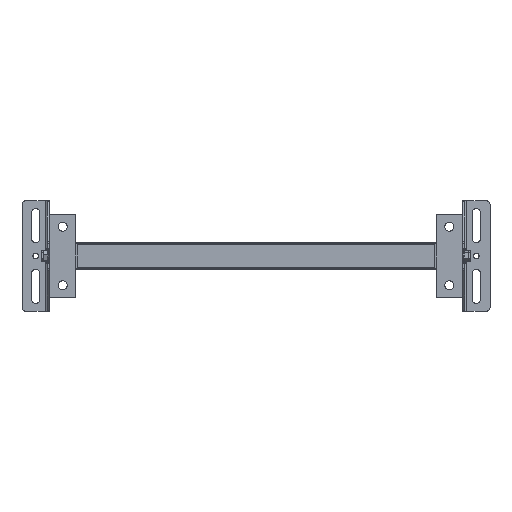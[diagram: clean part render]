
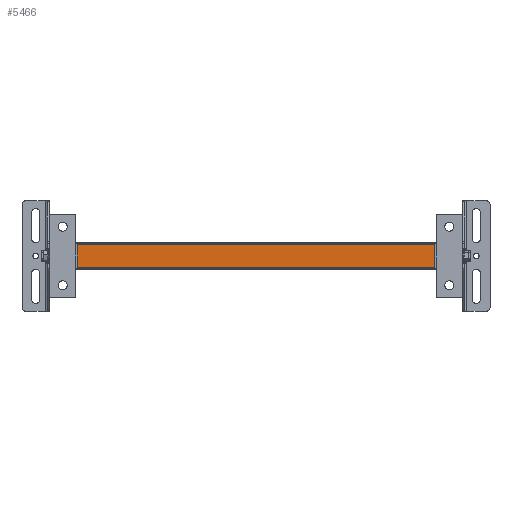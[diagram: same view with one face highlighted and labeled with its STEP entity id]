
A CAD part, front view. The second image highlights one B-rep face of the part: STEP entity #5466.
In plain terms, the highlighted planar face has unit normal (0, -1, 0).
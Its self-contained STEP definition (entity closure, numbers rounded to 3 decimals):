
#14 = CARTESIAN_POINT ( 'NONE',  ( -18., -20., -520. ) ) ;
#245 = LINE ( 'NONE', #820, #1718 ) ;
#402 = VECTOR ( 'NONE', #2523, 1000. ) ;
#515 = EDGE_CURVE ( 'NONE', #4687, #1719, #1488, .T. ) ;
#626 = DIRECTION ( 'NONE',  ( 1., 0., 0. ) ) ;
#820 = CARTESIAN_POINT ( 'NONE',  ( 18., -20., -520. ) ) ;
#961 = CARTESIAN_POINT ( 'NONE',  ( -18., -20., 0. ) ) ;
#1005 = DIRECTION ( 'NONE',  ( 0., 0., -1. ) ) ;
#1036 = CARTESIAN_POINT ( 'NONE',  ( -18., -20., -520. ) ) ;
#1076 = ORIENTED_EDGE ( 'NONE', *, *, #2657, .T. ) ;
#1159 = VECTOR ( 'NONE', #1005, 1000. ) ;
#1482 = DIRECTION ( 'NONE',  ( 0., -1., 0. ) ) ;
#1488 = LINE ( 'NONE', #4584, #1600 ) ;
#1506 = CARTESIAN_POINT ( 'NONE',  ( 18., -20., 0. ) ) ;
#1512 = FACE_OUTER_BOUND ( 'NONE', #2284, .T. ) ;
#1600 = VECTOR ( 'NONE', #626, 1000. ) ;
#1718 = VECTOR ( 'NONE', #5704, 1000. ) ;
#1719 = VERTEX_POINT ( 'NONE', #4473 ) ;
#1746 = VERTEX_POINT ( 'NONE', #961 ) ;
#2284 = EDGE_LOOP ( 'NONE', ( #5285, #2733, #5514, #1076 ) ) ;
#2523 = DIRECTION ( 'NONE',  ( 1., 0., 0. ) ) ;
#2608 = VERTEX_POINT ( 'NONE', #1506 ) ;
#2657 = EDGE_CURVE ( 'NONE', #1719, #2608, #245, .T. ) ;
#2698 = DIRECTION ( 'NONE',  ( 0., 0., -1. ) ) ;
#2733 = ORIENTED_EDGE ( 'NONE', *, *, #3994, .T. ) ;
#3279 = CARTESIAN_POINT ( 'NONE',  ( -20., -20., -520. ) ) ;
#3994 = EDGE_CURVE ( 'NONE', #1746, #4687, #5461, .T. ) ;
#4221 = EDGE_CURVE ( 'NONE', #1746, #2608, #4698, .T. ) ;
#4473 = CARTESIAN_POINT ( 'NONE',  ( 18., -20., -520. ) ) ;
#4584 = CARTESIAN_POINT ( 'NONE',  ( -20., -20., -520. ) ) ;
#4672 = AXIS2_PLACEMENT_3D ( 'NONE', #3279, #1482, #2698 ) ;
#4687 = VERTEX_POINT ( 'NONE', #14 ) ;
#4698 = LINE ( 'NONE', #5687, #402 ) ;
#4936 = PLANE ( 'NONE',  #4672 ) ;
#5285 = ORIENTED_EDGE ( 'NONE', *, *, #4221, .F. ) ;
#5461 = LINE ( 'NONE', #1036, #1159 ) ;
#5466 = ADVANCED_FACE ( 'NONE', ( #1512 ), #4936, .T. ) ;
#5514 = ORIENTED_EDGE ( 'NONE', *, *, #515, .T. ) ;
#5687 = CARTESIAN_POINT ( 'NONE',  ( -20., -20., 0. ) ) ;
#5704 = DIRECTION ( 'NONE',  ( 0., 0., 1. ) ) ;
